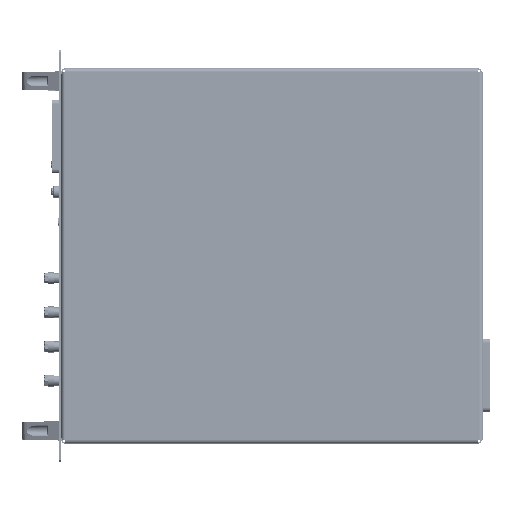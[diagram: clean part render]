
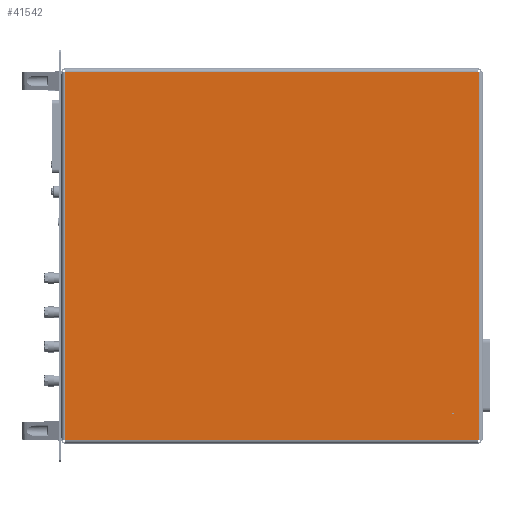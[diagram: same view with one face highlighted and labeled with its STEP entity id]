
A CAD part, top view. The second image highlights one B-rep face of the part: STEP entity #41542.
In plain terms, the highlighted planar face has unit normal (0, 0, 1).
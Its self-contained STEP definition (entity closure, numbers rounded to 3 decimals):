
#10864=LINE('',#191203,#20252);
#10865=LINE('',#191205,#20253);
#10866=LINE('',#191207,#20254);
#10867=LINE('',#191209,#20255);
#10868=LINE('',#191211,#20256);
#10869=LINE('',#191213,#20257);
#20252=VECTOR('',#143952,1.);
#20253=VECTOR('',#143953,1.);
#20254=VECTOR('',#143954,1.);
#20255=VECTOR('',#143955,1.);
#20256=VECTOR('',#143956,1.);
#20257=VECTOR('',#143957,1.);
#29158=PLANE('',#130553);
#41542=ADVANCED_FACE('',(#48217,#48218),#29158,.T.);
#48217=FACE_BOUND('',#51888,.T.);
#48218=FACE_BOUND('',#51889,.T.);
#51888=EDGE_LOOP('',(#63774));
#51889=EDGE_LOOP('',(#63775,#63776,#63777,#63778,#63779,#63780));
#63774=ORIENTED_EDGE('',*,*,#108815,.T.);
#63775=ORIENTED_EDGE('',*,*,#108816,.T.);
#63776=ORIENTED_EDGE('',*,*,#108817,.T.);
#63777=ORIENTED_EDGE('',*,*,#108818,.T.);
#63778=ORIENTED_EDGE('',*,*,#108819,.T.);
#63779=ORIENTED_EDGE('',*,*,#108820,.T.);
#63780=ORIENTED_EDGE('',*,*,#108821,.T.);
#96464=VERTEX_POINT('',#191196);
#96466=VERTEX_POINT('',#191202);
#96467=VERTEX_POINT('',#191204);
#96468=VERTEX_POINT('',#191206);
#96469=VERTEX_POINT('',#191208);
#96470=VERTEX_POINT('',#191210);
#96471=VERTEX_POINT('',#191212);
#108815=EDGE_CURVE('',#96466,#96466,#125042,.T.);
#108816=EDGE_CURVE('',#96467,#96464,#10864,.T.);
#108817=EDGE_CURVE('',#96464,#96468,#10865,.T.);
#108818=EDGE_CURVE('',#96468,#96469,#10866,.T.);
#108819=EDGE_CURVE('',#96469,#96470,#10867,.T.);
#108820=EDGE_CURVE('',#96470,#96471,#10868,.T.);
#108821=EDGE_CURVE('',#96471,#96467,#10869,.T.);
#125042=CIRCLE('',#130552,1.);
#130552=AXIS2_PLACEMENT_3D('',#191201,#143950,#143951);
#130553=AXIS2_PLACEMENT_3D('',#191214,#143958,#143959);
#143950=DIRECTION('',(0.,0.,-1.));
#143951=DIRECTION('',(0.,-1.,0.));
#143952=DIRECTION('',(-1.,0.,0.));
#143953=DIRECTION('',(0.,-1.,0.));
#143954=DIRECTION('',(1.,0.,0.));
#143955=DIRECTION('',(1.,0.,0.));
#143956=DIRECTION('',(0.,1.,0.));
#143957=DIRECTION('',(-1.,0.,0.));
#143958=DIRECTION('',(0.,0.,1.));
#143959=DIRECTION('',(0.,-1.,0.));
#191196=CARTESIAN_POINT('',(-151.526,220.192,125.317));
#191201=CARTESIAN_POINT('',(303.474,-180.308,125.433));
#191202=CARTESIAN_POINT('',(303.474,-181.308,125.433));
#191203=CARTESIAN_POINT('',(336.974,220.192,125.448));
#191204=CARTESIAN_POINT('',(332.474,220.192,125.447));
#191205=CARTESIAN_POINT('',(-151.526,220.192,125.317));
#191206=CARTESIAN_POINT('',(-151.526,-210.808,125.311));
#191207=CARTESIAN_POINT('',(-156.026,-210.808,125.31));
#191208=CARTESIAN_POINT('',(332.474,-210.808,125.44));
#191209=CARTESIAN_POINT('',(-156.026,-210.808,125.31));
#191210=CARTESIAN_POINT('',(333.974,-210.808,125.441));
#191211=CARTESIAN_POINT('',(333.974,-210.808,125.441));
#191212=CARTESIAN_POINT('',(333.974,220.192,125.447));
#191213=CARTESIAN_POINT('',(336.974,220.192,125.448));
#191214=CARTESIAN_POINT('',(-156.026,4.692,125.313));
